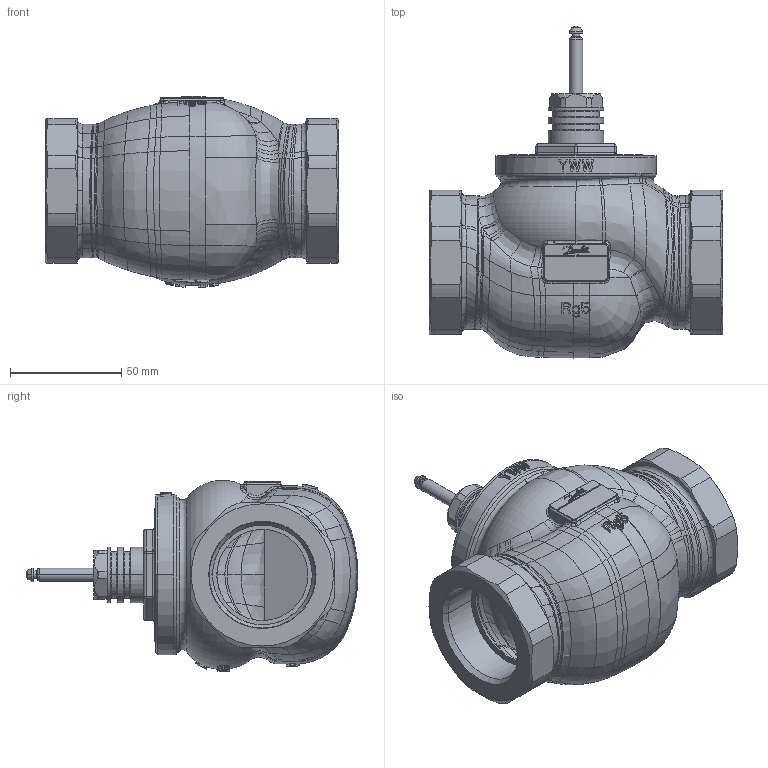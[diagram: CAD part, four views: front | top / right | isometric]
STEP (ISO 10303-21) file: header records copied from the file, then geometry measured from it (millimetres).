
FILE_DESCRIPTION((''),'2;1');
FILE_NAME('065Z0239_VALVE_VRB2_INT_DN40_ASM','2015-03-17T',('u317927'),('Danfoss'),'PRO/ENGINEER BY PARAMETRIC TECHNOLOGY CORPORATION, 2014000','PRO/ENGINEER BY PARAMETRIC TECHNOLOGY CORPORATION, 2014000','');
FILE_SCHEMA(('CONFIG_CONTROL_DESIGN'));
Products named in the file (7): 8503124_VALVE_BODY_VRB2_DN40; 8503271_COVER_DN40; 8503203_VALVE_NECK_DN40_50; 8503183_STUFFING_BOX_DN40-DN50_ASM; 8503208_STEM_DN40_2P; 8503299_LABEL_PLATE; 065Z0239_VALVE_VRB2_INT_DN40_ASM
Assembly tree (6 placements, depth 3):
  065Z0239_VALVE_VRB2_INT_DN40_ASM
    8503124_VALVE_BODY_VRB2_DN40
    8503271_COVER_DN40
    8503183_STUFFING_BOX_DN40-DN50_ASM
      8503203_VALVE_NECK_DN40_50
    8503208_STEM_DN40_2P
    8503299_LABEL_PLATE
Bounding box: 132 x 149.3 x 85.91 mm (x, y, z)
Volume: 274436.3 mm3; surface area: 123566.4 mm2
Topology: 5 solids, 22 shells, 1571 faces, 3844 edges, 2319 vertices
Faces by surface type: bspline 753, plane 420, cylinder 185, torus 78, cone 75, extrusion 54, sphere 6
Entity records: 67022 total; most frequent: CARTESIAN_POINT 36721, ORIENTED_EDGE 7463, DIRECTION 3978, EDGE_CURVE 3830, VERTEX_POINT 2319, B_SPLINE_CURVE_WITH_KNOTS 2291, EDGE_LOOP 1620, FACE_OUTER_BOUND 1571
